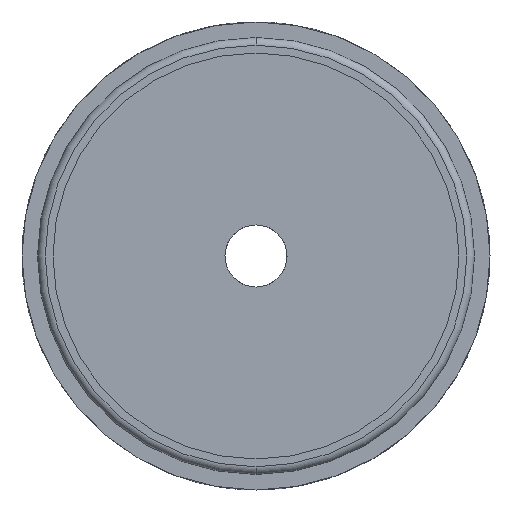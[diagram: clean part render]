
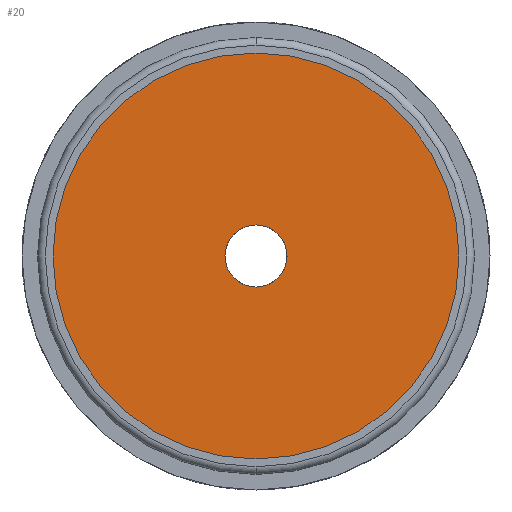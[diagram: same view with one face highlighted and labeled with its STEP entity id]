
A CAD part, front view. The second image highlights one B-rep face of the part: STEP entity #20.
In plain terms, the highlighted planar face has unit normal (0, -1, 0).
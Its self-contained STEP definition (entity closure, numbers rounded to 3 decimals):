
#3 = DIRECTION ( 'NONE',  ( 0., 0., -1. ) ) ;
#20 = ADVANCED_FACE ( 'NONE', ( #180, #753 ), #635, .T. ) ;
#58 = ORIENTED_EDGE ( 'NONE', *, *, #569, .F. ) ;
#76 = DIRECTION ( 'NONE',  ( 0., -1., 0. ) ) ;
#115 = CARTESIAN_POINT ( 'NONE',  ( 0., 30., 0. ) ) ;
#174 = EDGE_LOOP ( 'NONE', ( #58, #1339 ) ) ;
#175 = AXIS2_PLACEMENT_3D ( 'NONE', #453, #1454, #1102 ) ;
#180 = FACE_BOUND ( 'NONE', #174, .T. ) ;
#311 = CARTESIAN_POINT ( 'NONE',  ( 0., 30., 0. ) ) ;
#376 = CIRCLE ( 'NONE', #771, 26.165 ) ;
#384 = EDGE_LOOP ( 'NONE', ( #1193, #403 ) ) ;
#391 = AXIS2_PLACEMENT_3D ( 'NONE', #1192, #894, #1227 ) ;
#403 = ORIENTED_EDGE ( 'NONE', *, *, #1437, .T. ) ;
#427 = DIRECTION ( 'NONE',  ( 0., 0., -1. ) ) ;
#442 = EDGE_CURVE ( 'NONE', #1116, #833, #376, .T. ) ;
#453 = CARTESIAN_POINT ( 'NONE',  ( 0., 30., 0. ) ) ;
#503 = AXIS2_PLACEMENT_3D ( 'NONE', #311, #76, #427 ) ;
#520 = VERTEX_POINT ( 'NONE', #1004 ) ;
#549 = DIRECTION ( 'NONE',  ( 0., -1., 0. ) ) ;
#569 = EDGE_CURVE ( 'NONE', #1200, #520, #1105, .T. ) ;
#622 = DIRECTION ( 'NONE',  ( 0., -1., 0. ) ) ;
#635 = PLANE ( 'NONE',  #503 ) ;
#753 = FACE_OUTER_BOUND ( 'NONE', #384, .T. ) ;
#771 = AXIS2_PLACEMENT_3D ( 'NONE', #115, #549, #3 ) ;
#798 = CARTESIAN_POINT ( 'NONE',  ( 0., 30., 26.165 ) ) ;
#802 = CARTESIAN_POINT ( 'NONE',  ( 0., 30., -4. ) ) ;
#833 = VERTEX_POINT ( 'NONE', #798 ) ;
#894 = DIRECTION ( 'NONE',  ( 0., -1., 0. ) ) ;
#993 = CARTESIAN_POINT ( 'NONE',  ( 0., 30., -26.165 ) ) ;
#1004 = CARTESIAN_POINT ( 'NONE',  ( 0., 30., 4. ) ) ;
#1052 = CIRCLE ( 'NONE', #1280, 26.165 ) ;
#1053 = CARTESIAN_POINT ( 'NONE',  ( 0., 30., 0. ) ) ;
#1102 = DIRECTION ( 'NONE',  ( 0., 0., -1. ) ) ;
#1105 = CIRCLE ( 'NONE', #175, 4. ) ;
#1116 = VERTEX_POINT ( 'NONE', #993 ) ;
#1192 = CARTESIAN_POINT ( 'NONE',  ( 0., 30., 0. ) ) ;
#1193 = ORIENTED_EDGE ( 'NONE', *, *, #442, .T. ) ;
#1200 = VERTEX_POINT ( 'NONE', #802 ) ;
#1227 = DIRECTION ( 'NONE',  ( 0., 0., -1. ) ) ;
#1280 = AXIS2_PLACEMENT_3D ( 'NONE', #1053, #622, #1376 ) ;
#1285 = EDGE_CURVE ( 'NONE', #520, #1200, #1374, .T. ) ;
#1339 = ORIENTED_EDGE ( 'NONE', *, *, #1285, .F. ) ;
#1374 = CIRCLE ( 'NONE', #391, 4. ) ;
#1376 = DIRECTION ( 'NONE',  ( 0., 0., -1. ) ) ;
#1437 = EDGE_CURVE ( 'NONE', #833, #1116, #1052, .T. ) ;
#1454 = DIRECTION ( 'NONE',  ( 0., -1., 0. ) ) ;
